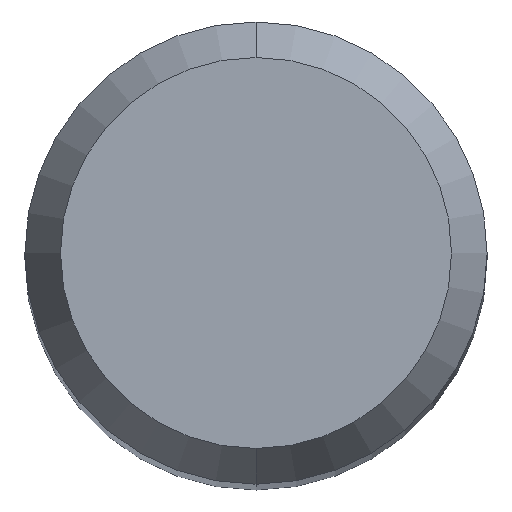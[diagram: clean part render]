
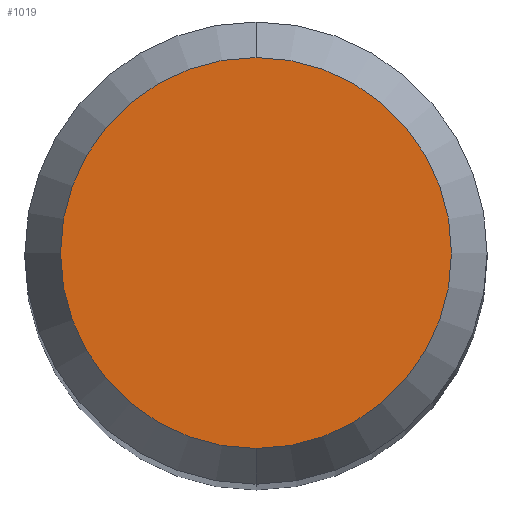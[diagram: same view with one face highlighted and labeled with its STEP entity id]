
A CAD part, top view. The second image highlights one B-rep face of the part: STEP entity #1019.
In plain terms, the highlighted planar face has unit normal (0, 0, 1).
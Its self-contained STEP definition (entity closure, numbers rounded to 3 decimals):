
#617=EDGE_CURVE('',#1397,#1157,#1613,.T.);
#923=EDGE_CURVE('',#1157,#1397,#1944,.T.);
#1019=ADVANCED_FACE('',(#2048),#2049,.T.);
#1157=VERTEX_POINT('',#2199);
#1397=VERTEX_POINT('',#2462);
#1613=CIRCLE('',#3897,2.538);
#1944=CIRCLE('',#7497,2.538);
#2048=FACE_OUTER_BOUND('',#8659,.T.);
#2049=PLANE('',#8660);
#2199=CARTESIAN_POINT('',(0.,-2.538,0.0));
#2462=CARTESIAN_POINT('',(0.0,2.538,0.0));
#3897=AXIS2_PLACEMENT_3D('',#14201,#14202,#14203);
#7497=AXIS2_PLACEMENT_3D('',#14479,#14480,#14481);
#8659=EDGE_LOOP('',(#14575,#14576));
#8660=AXIS2_PLACEMENT_3D('',#14577,#14578,#14579);
#14201=CARTESIAN_POINT('',(0.0,0.0,0.0));
#14202=DIRECTION('',(0.0,0.0,-1.0));
#14203=DIRECTION('',(0.0,1.0,0.0));
#14479=CARTESIAN_POINT('',(0.0,0.0,0.0));
#14480=DIRECTION('',(0.0,0.0,-1.0));
#14481=DIRECTION('',(0.0,1.0,0.0));
#14575=ORIENTED_EDGE('',*,*,#617,.F.);
#14576=ORIENTED_EDGE('',*,*,#923,.F.);
#14577=CARTESIAN_POINT('',(0.0,1.269,0.0));
#14578=DIRECTION('',(-0.0,0.0,1.0));
#14579=DIRECTION('',(0.0,-1.0,0.0));
